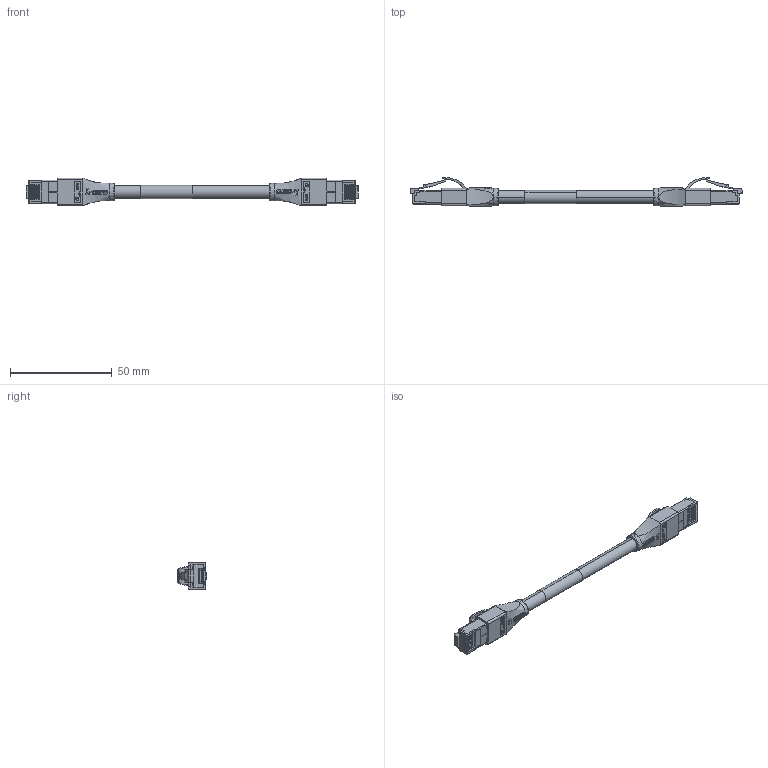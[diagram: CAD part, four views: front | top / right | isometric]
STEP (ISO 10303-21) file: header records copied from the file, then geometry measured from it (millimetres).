
FILE_DESCRIPTION (( 'STEP AP214' ), '1' );
FILE_NAME ('TRD855HFX.STEP', '2013-04-16T17:55:47', ( 'x' ), ( '' ), 'SwSTEP 2.0', 'SolidWorks 2012', '' );
FILE_SCHEMA (( 'AUTOMOTIVE_DESIGN' ));
Length unit declared in the file: inch
Products named in the file (10): 1AW01-003_.254 ID; 1AY01-034_raised logo; 1AD03-013_crimped; TDS8PC5-MA3; 1AD03-013-MA4_crimped strain relief; 1AD03-013-MA1; 1AD03-013-MA2; 1AD03-013-MA3; 1AL03-014; TRD855HFX
Assembly tree (18 placements, depth 3):
  TRD855HFX
    1AL03-014
    1AD03-013_crimped  x2
      1AD03-013-MA3
      1AD03-013-MA2
      1AD03-013-MA1
      1AD03-013-MA4_crimped strain relief
      TDS8PC5-MA3
    1AY01-034_raised logo  x2
    1AW01-003_.254 ID
Bounding box: 163.21 x 14.16 x 13.67 mm (x, y, z)
Volume: 8320.9 mm3; surface area: 13973 mm2
Topology: 28 solids, 28 shells, 2976 faces, 8562 edges, 5600 vertices
Faces by surface type: plane 2504, cylinder 320, bspline 108, sphere 36, torus 8
Entity records: 48853 total; most frequent: CARTESIAN_POINT 16491, ORIENTED_EDGE 7700, DIRECTION 5070, EDGE_CURVE 3850, VERTEX_POINT 2522, LINE 1962, VECTOR 1962, B_SPLINE_CURVE_WITH_KNOTS 1579
